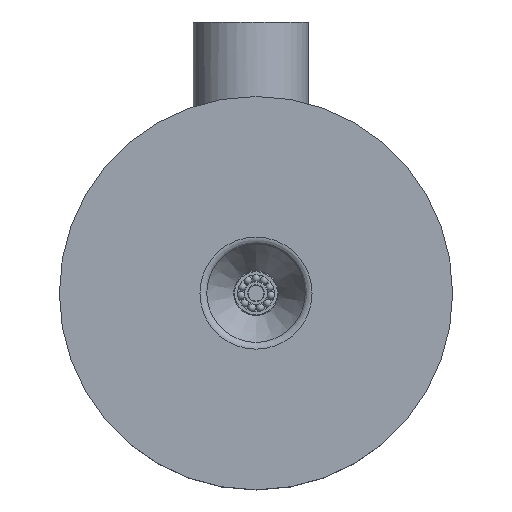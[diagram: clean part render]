
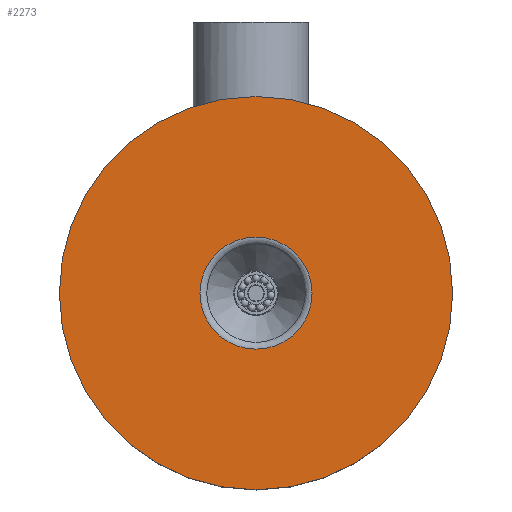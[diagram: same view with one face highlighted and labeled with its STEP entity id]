
A CAD part, top view. The second image highlights one B-rep face of the part: STEP entity #2273.
In plain terms, the highlighted planar face has unit normal (0, 0, 1).
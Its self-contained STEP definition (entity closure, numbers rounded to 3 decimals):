
#302=FACE_BOUND('',#892,.T.);
#659=FACE_OUTER_BOUND('',#891,.T.);
#891=EDGE_LOOP('',(#2033));
#892=EDGE_LOOP('',(#2034));
#1018=CIRCLE('',#2576,21.375);
#1020=CIRCLE('',#2580,75.);
#1216=VERTEX_POINT('',#11440);
#1218=VERTEX_POINT('',#11446);
#1490=EDGE_CURVE('',#1216,#1216,#1018,.T.);
#1492=EDGE_CURVE('',#1218,#1218,#1020,.T.);
#2033=ORIENTED_EDGE('',*,*,#1492,.F.);
#2034=ORIENTED_EDGE('',*,*,#1490,.F.);
#2109=PLANE('',#2579);
#2273=ADVANCED_FACE('',(#659,#302),#2109,.T.);
#2576=AXIS2_PLACEMENT_3D('',#11441,#3232,#3233);
#2579=AXIS2_PLACEMENT_3D('',#11445,#3238,#3239);
#2580=AXIS2_PLACEMENT_3D('',#11447,#3240,#3241);
#3232=DIRECTION('center_axis',(0.,0.,1.));
#3233=DIRECTION('ref_axis',(0.,-1.,0.));
#3238=DIRECTION('center_axis',(0.,0.,1.));
#3239=DIRECTION('ref_axis',(1.,0.,0.));
#3240=DIRECTION('center_axis',(0.,0.,-1.));
#3241=DIRECTION('ref_axis',(1.,0.,0.));
#11440=CARTESIAN_POINT('',(-7.2,16.875,78.15));
#11441=CARTESIAN_POINT('Origin',(-7.2,-4.5,78.15));
#11445=CARTESIAN_POINT('Origin',(-7.2,70.5,78.15));
#11446=CARTESIAN_POINT('',(-7.2,70.5,78.15));
#11447=CARTESIAN_POINT('Origin',(-7.2,-4.5,78.15));
